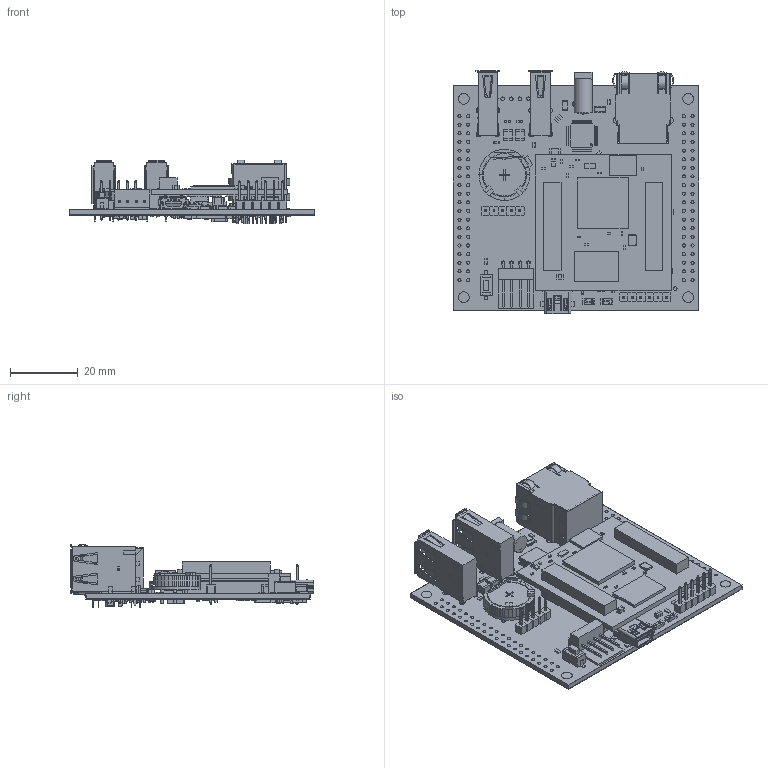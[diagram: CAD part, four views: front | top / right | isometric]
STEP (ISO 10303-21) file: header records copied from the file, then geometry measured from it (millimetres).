
FILE_DESCRIPTION(('Open CASCADE Model'),'2;1');
FILE_NAME('Open CASCADE Shape Model','2013-09-28T13:05:53',('Author'),( 'Open CASCADE'),'Open CASCADE STEP processor 6.2','Open CASCADE 6.2' ,'Unknown');
FILE_SCHEMA(('AUTOMOTIVE_DESIGN { 1 0 10303 214 1 1 1 1 }'));
Length unit declared in the file: millimetre
Products named in the file (672): PCB; Board; Free-Models; FoxG20; C13; 670010880; Extruded; 670006016; 670005888; R31; 575766288; 670007936; R54; R53; R40; R11; 670012032; 575757840; J2; 670032000; J1; J15; MiniUSB_B; R5; 575758096; R6; 575765136; R38; 670018944; 670014720; U1; 575755920; 701873976; Cylinder; 575754128; 575754256; 575759376; 575754000; 575754384; 575754512 ...
Assembly tree (2492 placements, depth 8):
  PCB
    Board
    Free-Models
      FoxG20
        Board
        C13
          670010880
            Extruded
          670006016
            Extruded
          670005888
            Extruded
        R31
          575766288  x2
            Extruded
          670007936
            Extruded
        R54
          575766288  x2
            Extruded
          670007936
            Extruded
        R53
          575766288  x2
            Extruded
          670007936
            Extruded
        R40
          575766288  x2
            Extruded
          670007936
            Extruded
        R11
          670012032
            Extruded
          575757840  x2
            Extruded
        J2
          670032000
            Extruded
        J1
          670032000
            Extruded
        J15
          MiniUSB_B
        R5
          575757840  x2
            Extruded
          575758096
            Extruded
        R6
          575766288  x2
            Extruded
          575765136
            Extruded
        R38
          670018944  x2
            Extruded
          670014720
            Extruded
Bounding box: 72.14 x 71.61 x 18.8 mm (x, y, z)
Volume: 27136.1 mm3; surface area: 41110.9 mm2
Topology: 2049 solids, 2049 shells, 14362 faces, 30388 edges, 20174 vertices
Faces by surface type: plane 13783, cylinder 539, bspline 24, cone 8, sphere 4, extrusion 4
Full cylindrical faces by diameter (mm): 0.05 x22, 0.15 x22, 0.25 x22, 0.35 x22, 0.45 x22, 0.55 x22, 0.6 x1, 0.85 x7, 0.9 x82, 1 x5, 1.05 x38, 1.1 x8, 1.2 x4, 1.4 x5, 1.6 x8, 2 x2, 3.2 x6, 5.3 x1, 9.5 x1, 10.5 x1, 12.5 x1, 15 x1
Entity records: 237112 total; most frequent: CARTESIAN_POINT 48329, DIRECTION 33777, VECTOR 21103, LINE 21101, ORIENTED_EDGE 15950, PCURVE 15950, DEFINITIONAL_REPRESENTATION 15950, EDGE_CURVE 7975
